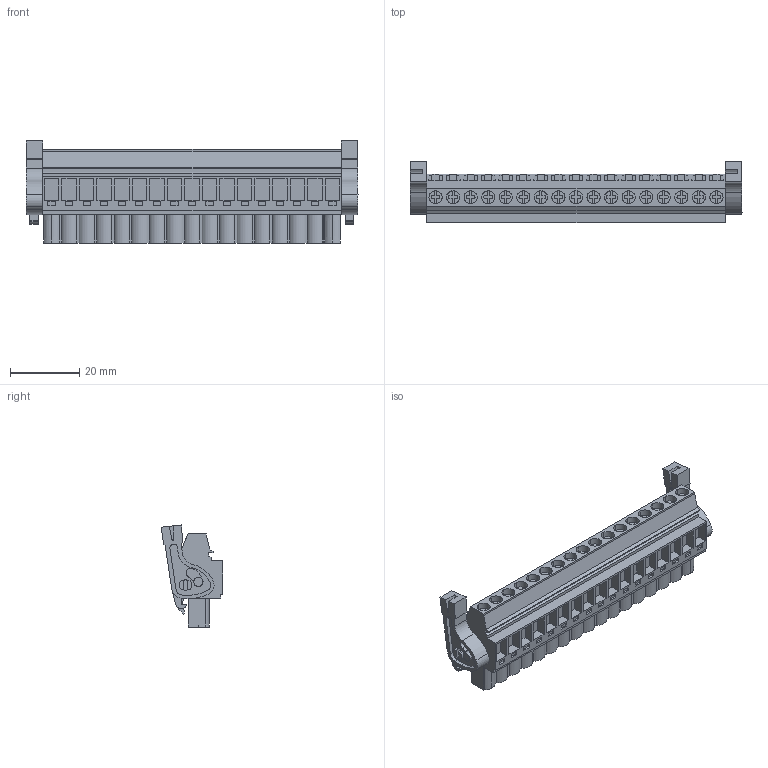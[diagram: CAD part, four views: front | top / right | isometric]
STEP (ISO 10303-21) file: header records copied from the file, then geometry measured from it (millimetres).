
FILE_DESCRIPTION(('CATIA V5 STEP','CAx-IF Rec.Pracs.--- Model Styling and Organization---1.2---2011-12-15'),'2;1');
FILE_NAME ('D1460106_0_1947680000_1947680000.stp','2017-09-09T10:44:58+00:00',('none'),('Weidmueller'),'CATIA Version 5-6 Release 2014','CATIA V5 STEP AP214','none');
FILE_SCHEMA(('AUTOMOTIVE_DESIGN { 1 0 10303 214 1 1 1 1 }'));
Length unit declared in the file: millimetre
Products named in the file (1): 1947680000
Bounding box: 96.06 x 17.88 x 29.56 mm (x, y, z)
Volume: 20780.1 mm3; surface area: 13220.1 mm2
Topology: 20 solids, 20 shells, 1246 faces, 3485 edges, 2358 vertices
Faces by surface type: plane 1019, cylinder 223, extrusion 4
Entity records: 37623 total; most frequent: CARTESIAN_POINT 7220, ORIENTED_EDGE 6970, DIRECTION 5043, EDGE_CURVE 3485, VECTOR 2947, LINE 2943, VERTEX_POINT 2358, EDGE_LOOP 1335
